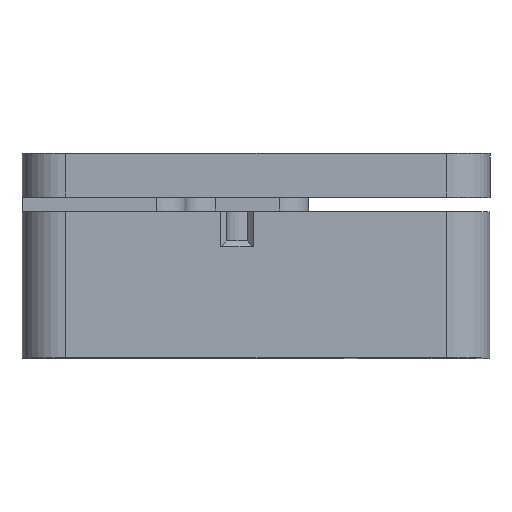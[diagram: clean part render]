
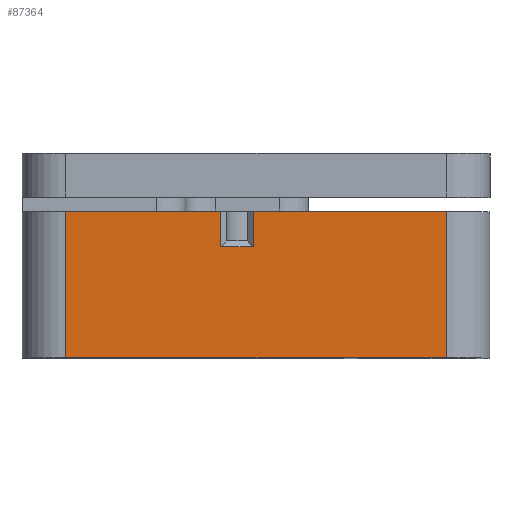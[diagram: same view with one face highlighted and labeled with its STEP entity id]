
A CAD part, top view. The second image highlights one B-rep face of the part: STEP entity #87364.
In plain terms, the highlighted planar face has unit normal (0, 0, 1).
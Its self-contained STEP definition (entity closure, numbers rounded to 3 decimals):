
#3749 = VECTOR ( 'NONE', #73733, 1000. ) ;
#9646 = VECTOR ( 'NONE', #55047, 1000. ) ;
#10398 = CARTESIAN_POINT ( 'NONE',  ( 6.5, 0., 8. ) ) ;
#11633 = VERTEX_POINT ( 'NONE', #26167 ) ;
#12737 = VERTEX_POINT ( 'NONE', #60331 ) ;
#14993 = CARTESIAN_POINT ( 'NONE',  ( -1.2, 5., 8. ) ) ;
#19893 = EDGE_CURVE ( 'NONE', #12737, #42994, #22654, .T. ) ;
#20853 = CARTESIAN_POINT ( 'NONE',  ( -0.1, 5., 8. ) ) ;
#22654 = LINE ( 'NONE', #44873, #67433 ) ;
#22744 = LINE ( 'NONE', #20853, #30977 ) ;
#25608 = CARTESIAN_POINT ( 'NONE',  ( -8., 5., 8. ) ) ;
#26167 = CARTESIAN_POINT ( 'NONE',  ( -1.2, 3.8, 8. ) ) ;
#29209 = AXIS2_PLACEMENT_3D ( 'NONE', #78588, #57278, #80014 ) ;
#30743 = ORIENTED_EDGE ( 'NONE', *, *, #93029, .T. ) ;
#30977 = VECTOR ( 'NONE', #72081, 1000. ) ;
#32926 = EDGE_CURVE ( 'NONE', #82089, #53487, #62364, .T. ) ;
#36144 = ORIENTED_EDGE ( 'NONE', *, *, #85742, .T. ) ;
#37465 = VECTOR ( 'NONE', #49717, 1000. ) ;
#39283 = VECTOR ( 'NONE', #61329, 1000. ) ;
#42073 = DIRECTION ( 'NONE',  ( 1., 0., 0. ) ) ;
#42994 = VERTEX_POINT ( 'NONE', #66975 ) ;
#43082 = DIRECTION ( 'NONE',  ( 0., 1., 0. ) ) ;
#43733 = EDGE_CURVE ( 'NONE', #11633, #53487, #82189, .T. ) ;
#44667 = CARTESIAN_POINT ( 'NONE',  ( -6.5, 5., 8. ) ) ;
#44873 = CARTESIAN_POINT ( 'NONE',  ( -8., 5., 8. ) ) ;
#47910 = ORIENTED_EDGE ( 'NONE', *, *, #77156, .T. ) ;
#48111 = PLANE ( 'NONE',  #29209 ) ;
#48230 = ORIENTED_EDGE ( 'NONE', *, *, #19893, .F. ) ;
#49717 = DIRECTION ( 'NONE',  ( -1., 0., 0. ) ) ;
#52832 = CARTESIAN_POINT ( 'NONE',  ( -0.1, 3.8, 8. ) ) ;
#53487 = VERTEX_POINT ( 'NONE', #84154 ) ;
#55047 = DIRECTION ( 'NONE',  ( 1., 0., 0. ) ) ;
#56678 = VECTOR ( 'NONE', #43082, 1000. ) ;
#56976 = LINE ( 'NONE', #86492, #37465 ) ;
#57278 = DIRECTION ( 'NONE',  ( 0., 0., -1. ) ) ;
#60331 = CARTESIAN_POINT ( 'NONE',  ( -0.1, 5., 8. ) ) ;
#61329 = DIRECTION ( 'NONE',  ( 1., 0., 0. ) ) ;
#62191 = EDGE_LOOP ( 'NONE', ( #48230, #86702, #92382, #88477, #68408, #47910, #30743, #36144 ) ) ;
#62364 = LINE ( 'NONE', #25608, #9646 ) ;
#64923 = CARTESIAN_POINT ( 'NONE',  ( 6.5, 5., 8. ) ) ;
#66726 = DIRECTION ( 'NONE',  ( 0., 1., 0. ) ) ;
#66975 = CARTESIAN_POINT ( 'NONE',  ( 6.5, 5., 8. ) ) ;
#67433 = VECTOR ( 'NONE', #42073, 1000. ) ;
#67855 = CARTESIAN_POINT ( 'NONE',  ( -6.5, 5., 8. ) ) ;
#68408 = ORIENTED_EDGE ( 'NONE', *, *, #32926, .F. ) ;
#68951 = FACE_OUTER_BOUND ( 'NONE', #62191, .T. ) ;
#71375 = CARTESIAN_POINT ( 'NONE',  ( -6.5, 0., 8. ) ) ;
#72081 = DIRECTION ( 'NONE',  ( 0., -1., 0. ) ) ;
#72145 = LINE ( 'NONE', #64923, #56678 ) ;
#73733 = DIRECTION ( 'NONE',  ( 0., -1., 0. ) ) ;
#77156 = EDGE_CURVE ( 'NONE', #82089, #93752, #80984, .T. ) ;
#78588 = CARTESIAN_POINT ( 'NONE',  ( -8., 5., 8. ) ) ;
#80014 = DIRECTION ( 'NONE',  ( -1., 0., 0. ) ) ;
#80455 = VECTOR ( 'NONE', #66726, 1000. ) ;
#80984 = LINE ( 'NONE', #44667, #3749 ) ;
#82089 = VERTEX_POINT ( 'NONE', #67855 ) ;
#82189 = LINE ( 'NONE', #14993, #80455 ) ;
#83088 = CARTESIAN_POINT ( 'NONE',  ( -8., 0., 8. ) ) ;
#84154 = CARTESIAN_POINT ( 'NONE',  ( -1.2, 5., 8. ) ) ;
#84675 = VERTEX_POINT ( 'NONE', #52832 ) ;
#85742 = EDGE_CURVE ( 'NONE', #86522, #42994, #72145, .T. ) ;
#86492 = CARTESIAN_POINT ( 'NONE',  ( -1., 3.8, 8. ) ) ;
#86522 = VERTEX_POINT ( 'NONE', #10398 ) ;
#86702 = ORIENTED_EDGE ( 'NONE', *, *, #89910, .T. ) ;
#87364 = ADVANCED_FACE ( 'NONE', ( #68951 ), #48111, .F. ) ;
#88477 = ORIENTED_EDGE ( 'NONE', *, *, #43733, .T. ) ;
#89910 = EDGE_CURVE ( 'NONE', #12737, #84675, #22744, .T. ) ;
#90785 = EDGE_CURVE ( 'NONE', #84675, #11633, #56976, .T. ) ;
#92382 = ORIENTED_EDGE ( 'NONE', *, *, #90785, .T. ) ;
#93029 = EDGE_CURVE ( 'NONE', #93752, #86522, #95788, .T. ) ;
#93752 = VERTEX_POINT ( 'NONE', #71375 ) ;
#95788 = LINE ( 'NONE', #83088, #39283 ) ;
